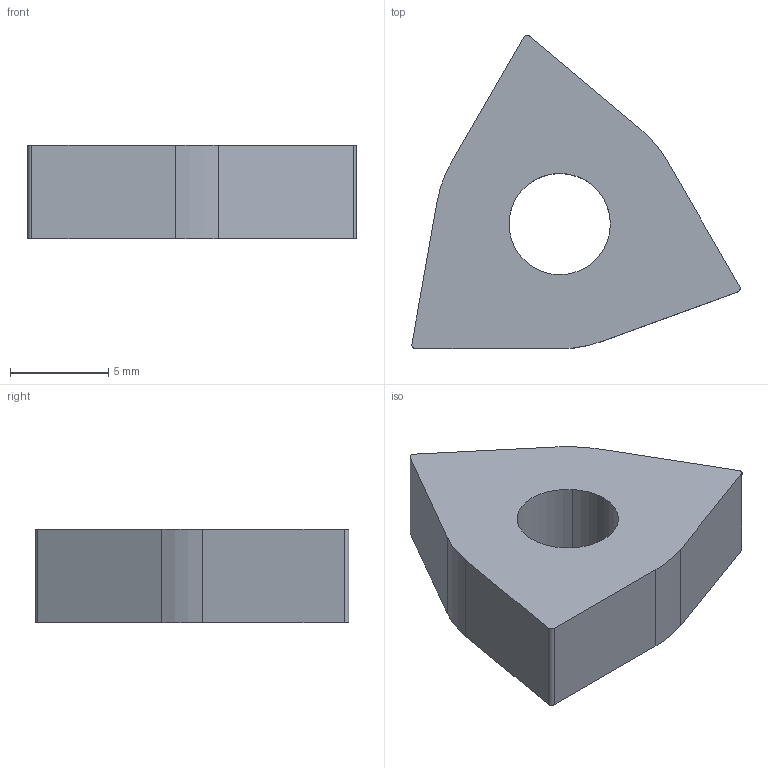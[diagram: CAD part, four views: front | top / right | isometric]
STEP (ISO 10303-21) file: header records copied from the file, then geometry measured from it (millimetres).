
FILE_DESCRIPTION((''),'2;1');
FILE_NAME('WN080404N','2022-05-19T09:12:08',('zhangnw'),(''),'CREO PARAMETRIC BY PTC INC, 2021424','CREO PARAMETRIC BY PTC INC, 2021424','');
FILE_SCHEMA(('AUTOMOTIVE_DESIGN { 1 0 10303 214 1 1 1 1 }'));
Length unit declared in the file: millimetre
Products named in the file (1): WN080404N
Bounding box: 16.72 x 15.97 x 4.76 mm (x, y, z)
Volume: 687 mm3; surface area: 611.8 mm2
Topology: 1 solids, 1 shells, 16 faces, 54 edges, 40 vertices
Faces by surface type: plane 8, cylinder 8
Entity records: 855 total; most frequent: DIRECTION 112, CARTESIAN_POINT 102, ORIENTED_EDGE 84, PRESENTATION_STYLE_ASSIGNMENT 57, STYLED_ITEM 57, CURVE_STYLE 56, EDGE_CURVE 42, AXIS2_PLACEMENT_3D 40
